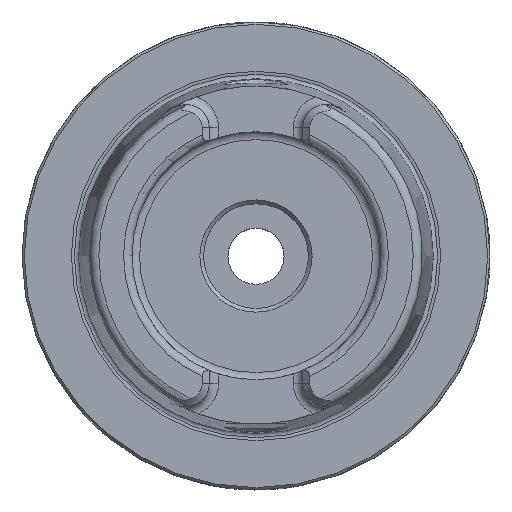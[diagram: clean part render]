
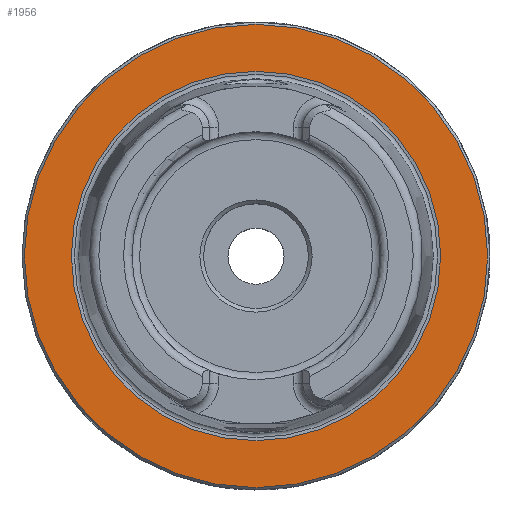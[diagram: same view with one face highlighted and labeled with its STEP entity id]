
A CAD part, top view. The second image highlights one B-rep face of the part: STEP entity #1956.
In plain terms, the highlighted planar face has unit normal (0, 0, 1).
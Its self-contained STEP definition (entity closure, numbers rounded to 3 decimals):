
#707=ORIENTED_EDGE('',*,*,#1112,.T.);
#708=ORIENTED_EDGE('',*,*,#1110,.F.);
#1110=EDGE_CURVE('',#1317,#1317,#1423,.T.);
#1112=EDGE_CURVE('',#1319,#1319,#1425,.T.);
#1317=VERTEX_POINT('',#3709);
#1319=VERTEX_POINT('',#3714);
#1423=CIRCLE('',#2175,39.461);
#1425=CIRCLE('',#2178,49.5);
#1568=EDGE_LOOP('',(#707));
#1569=EDGE_LOOP('',(#708));
#1754=FACE_BOUND('',#1568,.T.);
#1755=FACE_BOUND('',#1569,.T.);
#1868=PLANE('',#2177);
#1956=ADVANCED_FACE('',(#1754,#1755),#1868,.T.);
#2175=AXIS2_PLACEMENT_3D('',#3708,#2662,#2663);
#2177=AXIS2_PLACEMENT_3D('',#3712,#2666,#2667);
#2178=AXIS2_PLACEMENT_3D('',#3713,#2668,#2669);
#2662=DIRECTION('',(0.,0.,1.));
#2663=DIRECTION('',(1.,0.,0.));
#2666=DIRECTION('',(0.,0.,1.));
#2667=DIRECTION('',(1.,0.,0.));
#2668=DIRECTION('',(0.,0.,1.));
#2669=DIRECTION('',(1.,0.,0.));
#3708=CARTESIAN_POINT('',(0.,0.,0.));
#3709=CARTESIAN_POINT('',(39.461,0.,0.));
#3712=CARTESIAN_POINT('',(49.5,0.,0.));
#3713=CARTESIAN_POINT('',(0.,0.,0.));
#3714=CARTESIAN_POINT('',(49.5,0.,0.));
